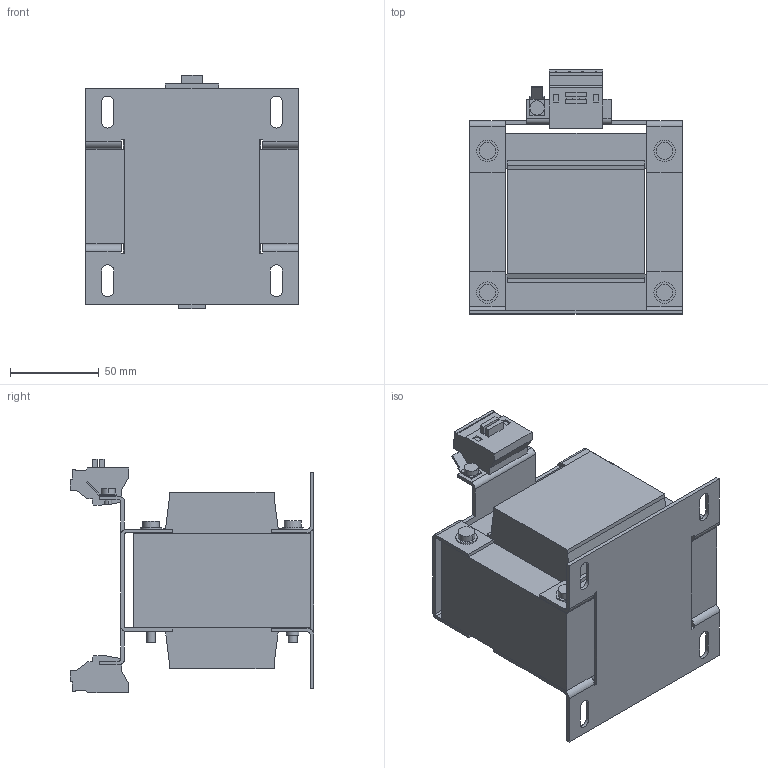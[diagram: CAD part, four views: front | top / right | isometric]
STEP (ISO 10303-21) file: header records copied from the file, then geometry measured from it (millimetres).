
FILE_DESCRIPTION (( 'STEP AP203' ), '1' );
FILE_NAME ('CT-035-048-24-0.step', '2024-10-31T17:06:01', ( '' ), ( '' ), 'SwSTEP 2.0', 'SolidWorks 2023', '' );
FILE_SCHEMA (( 'CONFIG_CONTROL_DESIGN' ));
Length unit declared in the file: inch
Products named in the file (1): CT-035-048-24-0
Bounding box: 120 x 137.7 x 132 mm (x, y, z)
Volume: 929144.6 mm3; surface area: 135122.9 mm2
Topology: 1 solids, 1 shells, 327 faces, 876 edges, 580 vertices
Faces by surface type: plane 235, cylinder 92
Entity records: 10293 total; most frequent: CARTESIAN_POINT 1784, ORIENTED_EDGE 1752, DIRECTION 1720, EDGE_CURVE 876, LINE 688, VECTOR 688, VERTEX_POINT 580, AXIS2_PLACEMENT_3D 516
